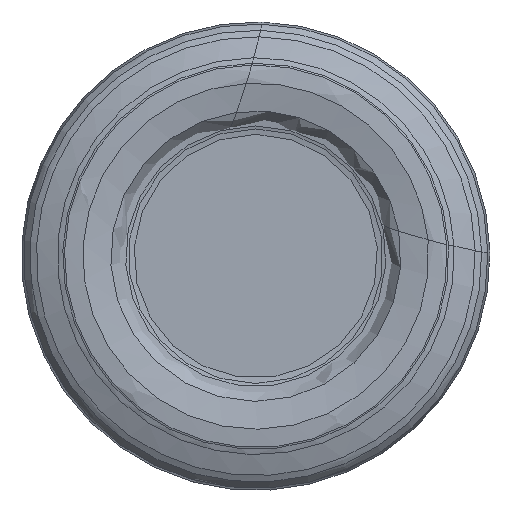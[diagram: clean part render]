
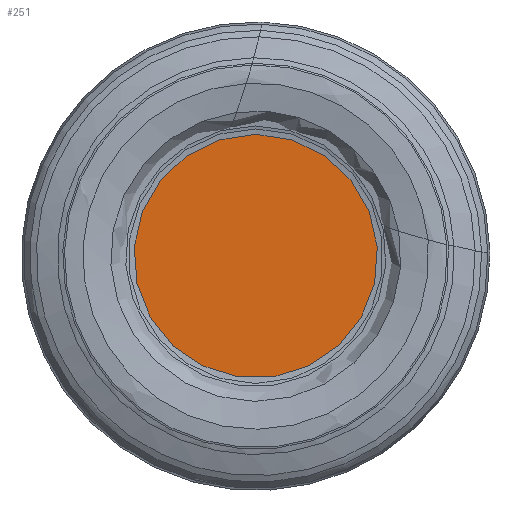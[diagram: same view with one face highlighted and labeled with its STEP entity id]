
A CAD part, left-side view. The second image highlights one B-rep face of the part: STEP entity #251.
In plain terms, the highlighted planar face has unit normal (-1, 0, 0).
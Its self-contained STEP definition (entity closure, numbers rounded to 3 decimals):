
#113=PLANE('',#1044);
#251=ADVANCED_FACE('',(#341),#113,.F.);
#341=FACE_OUTER_BOUND('',#435,.T.);
#435=EDGE_LOOP('',(#661));
#661=ORIENTED_EDGE('',*,*,#843,.T.);
#730=VERTEX_POINT('',#2235);
#843=EDGE_CURVE('',#730,#730,#932,.T.);
#932=CIRCLE('',#1042,6.5);
#1042=AXIS2_PLACEMENT_3D('',#2234,#1291,#1292);
#1044=AXIS2_PLACEMENT_3D('',#2237,#1295,#1296);
#1291=DIRECTION('',(-1.,0.,0.));
#1292=DIRECTION('',(0.,0.,1.));
#1295=DIRECTION('',(1.,0.,0.));
#1296=DIRECTION('',(0.,0.,-1.));
#2234=CARTESIAN_POINT('',(1.,0.,0.));
#2235=CARTESIAN_POINT('',(1.,0.,6.5));
#2237=CARTESIAN_POINT('',(1.,0.,0.));
